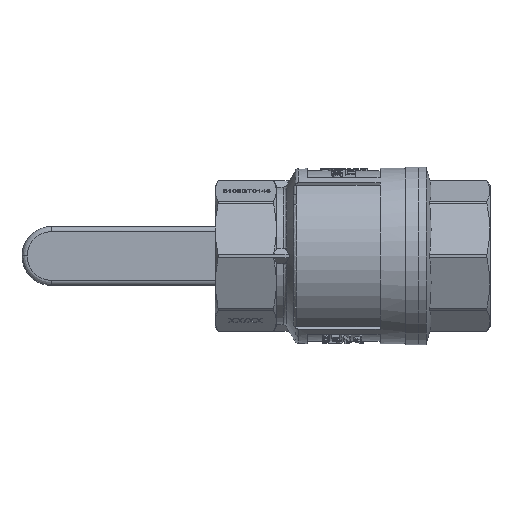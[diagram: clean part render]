
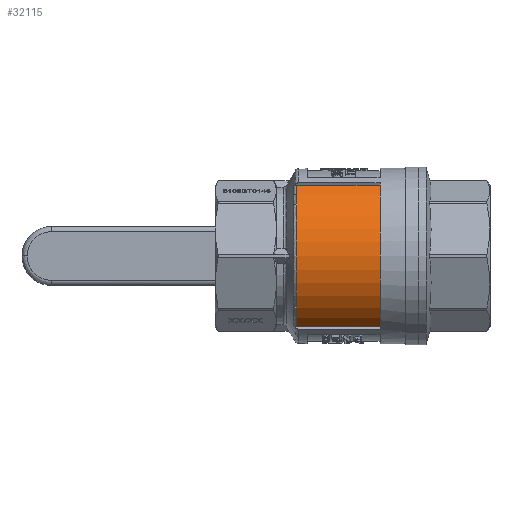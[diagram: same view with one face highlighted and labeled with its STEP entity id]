
A CAD part, front view. The second image highlights one B-rep face of the part: STEP entity #32115.
In plain terms, the highlighted cylindrical face has radius 33.25 mm (diameter 66.5 mm), a partial arc.
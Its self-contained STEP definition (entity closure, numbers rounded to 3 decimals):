
#1831=LINE('',#52854,#5341);
#1832=LINE('',#52858,#5342);
#5341=VECTOR('',#38603,1000.);
#5342=VECTOR('',#38606,1000.);
#9652=CYLINDRICAL_SURFACE('',#34296,33.25);
#9860=CIRCLE('',#34297,33.25);
#9861=CIRCLE('',#34298,33.25);
#11591=ORIENTED_EDGE('',*,*,#21033,.T.);
#11592=ORIENTED_EDGE('',*,*,#21034,.F.);
#11593=ORIENTED_EDGE('',*,*,#21035,.T.);
#11594=ORIENTED_EDGE('',*,*,#21036,.T.);
#21033=EDGE_CURVE('',#25801,#25802,#9860,.T.);
#21034=EDGE_CURVE('',#25803,#25802,#1831,.T.);
#21035=EDGE_CURVE('',#25803,#25804,#9861,.T.);
#21036=EDGE_CURVE('',#25804,#25801,#1832,.T.);
#25801=VERTEX_POINT('',#52852);
#25802=VERTEX_POINT('',#52853);
#25803=VERTEX_POINT('',#52855);
#25804=VERTEX_POINT('',#52857);
#28295=EDGE_LOOP('',(#11591,#11592,#11593,#11594));
#30228=FACE_BOUND('',#28295,.T.);
#32115=ADVANCED_FACE('',(#30228),#9652,.T.);
#34296=AXIS2_PLACEMENT_3D('',#52850,#38599,#38600);
#34297=AXIS2_PLACEMENT_3D('',#52851,#38601,#38602);
#34298=AXIS2_PLACEMENT_3D('',#52856,#38604,#38605);
#38599=DIRECTION('',(-1.,0.,0.));
#38600=DIRECTION('',(0.,1.,0.));
#38601=DIRECTION('',(1.,0.,0.));
#38602=DIRECTION('',(0.,1.,0.));
#38603=DIRECTION('',(-1.,0.,0.));
#38604=DIRECTION('',(-1.,0.,0.));
#38605=DIRECTION('',(0.,1.,0.));
#38606=DIRECTION('',(-1.,0.,0.));
#52850=CARTESIAN_POINT('',(0.5,0.,0.));
#52851=CARTESIAN_POINT('',(-22.5,0.,0.));
#52852=CARTESIAN_POINT('',(-22.5,-18.327,27.743));
#52853=CARTESIAN_POINT('',(-22.5,-18.327,-27.743));
#52854=CARTESIAN_POINT('',(0.5,-18.327,-27.743));
#52855=CARTESIAN_POINT('',(10.,-18.327,-27.743));
#52856=CARTESIAN_POINT('',(10.,0.,0.));
#52857=CARTESIAN_POINT('',(10.,-18.327,27.743));
#52858=CARTESIAN_POINT('',(0.5,-18.327,27.743));
